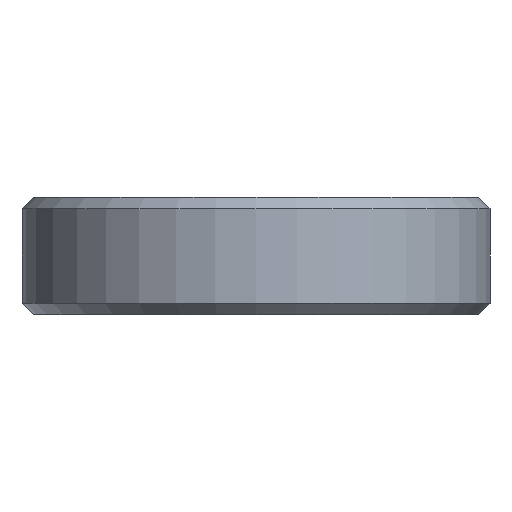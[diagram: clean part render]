
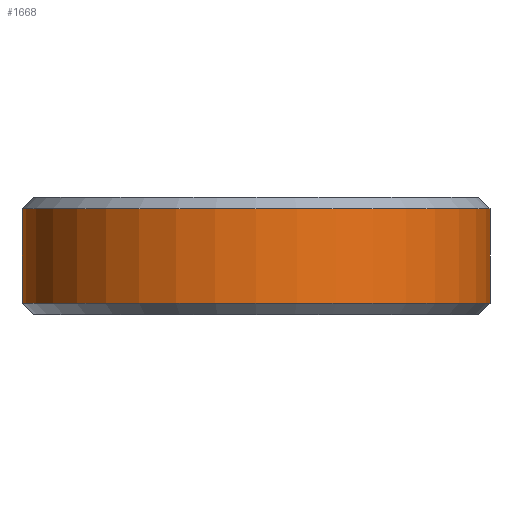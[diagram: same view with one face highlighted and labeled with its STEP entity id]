
A CAD part, left-side view. The second image highlights one B-rep face of the part: STEP entity #1668.
In plain terms, the highlighted cylindrical face has radius 6.25 mm (diameter 12.5 mm), a partial arc.
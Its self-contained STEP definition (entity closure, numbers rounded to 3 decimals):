
#144 = VERTEX_POINT('',#145);
#145 = CARTESIAN_POINT('',(0.,-6.25,0.3));
#161 = CONICAL_SURFACE('',#162,6.25,0.785);
#162 = AXIS2_PLACEMENT_3D('',#163,#164,#165);
#163 = CARTESIAN_POINT('',(0.,0.,0.3));
#164 = DIRECTION('',(0.,0.,1.));
#165 = DIRECTION('',(0.,1.,0.));
#187 = PLANE('',#188);
#188 = AXIS2_PLACEMENT_3D('',#189,#190,#191);
#189 = CARTESIAN_POINT('',(187.5,-6.25,0.));
#190 = DIRECTION('',(0.,-1.,0.));
#191 = DIRECTION('',(-1.,0.,0.));
#290 = PLANE('',#291);
#291 = AXIS2_PLACEMENT_3D('',#292,#293,#294);
#292 = CARTESIAN_POINT('',(187.5,6.25,0.));
#293 = DIRECTION('',(0.,-1.,0.));
#294 = DIRECTION('',(-1.,0.,0.));
#852 = VERTEX_POINT('',#853);
#853 = CARTESIAN_POINT('',(0.,6.25,0.3));
#899 = EDGE_CURVE('',#852,#144,#900,.T.);
#900 = SURFACE_CURVE('',#901,(#906,#913),.PCURVE_S1.);
#901 = CIRCLE('',#902,6.25);
#902 = AXIS2_PLACEMENT_3D('',#903,#904,#905);
#903 = CARTESIAN_POINT('',(0.,0.,0.3));
#904 = DIRECTION('',(0.,-0.,1.));
#905 = DIRECTION('',(0.,1.,0.));
#906 = PCURVE('',#161,#907);
#907 = DEFINITIONAL_REPRESENTATION('',(#908),#912);
#908 = LINE('',#909,#910);
#909 = CARTESIAN_POINT('',(0.,-0.));
#910 = VECTOR('',#911,1.);
#911 = DIRECTION('',(1.,-0.));
#912 = ( GEOMETRIC_REPRESENTATION_CONTEXT(2) 
PARAMETRIC_REPRESENTATION_CONTEXT() REPRESENTATION_CONTEXT('2D SPACE',''
  ) );
#913 = PCURVE('',#914,#919);
#914 = CYLINDRICAL_SURFACE('',#915,6.25);
#915 = AXIS2_PLACEMENT_3D('',#916,#917,#918);
#916 = CARTESIAN_POINT('',(0.,0.,0.));
#917 = DIRECTION('',(-0.,-0.,-1.));
#918 = DIRECTION('',(1.,0.,0.));
#919 = DEFINITIONAL_REPRESENTATION('',(#920),#924);
#920 = LINE('',#921,#922);
#921 = CARTESIAN_POINT('',(-1.571,-0.3));
#922 = VECTOR('',#923,1.);
#923 = DIRECTION('',(-1.,0.));
#924 = ( GEOMETRIC_REPRESENTATION_CONTEXT(2) 
PARAMETRIC_REPRESENTATION_CONTEXT() REPRESENTATION_CONTEXT('2D SPACE',''
  ) );
#933 = VERTEX_POINT('',#934);
#934 = CARTESIAN_POINT('',(0.,-6.25,2.825));
#960 = EDGE_CURVE('',#144,#933,#961,.T.);
#961 = SURFACE_CURVE('',#962,(#966,#973),.PCURVE_S1.);
#962 = LINE('',#963,#964);
#963 = CARTESIAN_POINT('',(0.,-6.25,0.));
#964 = VECTOR('',#965,1.);
#965 = DIRECTION('',(0.,0.,1.));
#966 = PCURVE('',#187,#967);
#967 = DEFINITIONAL_REPRESENTATION('',(#968),#972);
#968 = LINE('',#969,#970);
#969 = CARTESIAN_POINT('',(187.5,0.));
#970 = VECTOR('',#971,1.);
#971 = DIRECTION('',(0.,-1.));
#972 = ( GEOMETRIC_REPRESENTATION_CONTEXT(2) 
PARAMETRIC_REPRESENTATION_CONTEXT() REPRESENTATION_CONTEXT('2D SPACE',''
  ) );
#973 = PCURVE('',#914,#974);
#974 = DEFINITIONAL_REPRESENTATION('',(#975),#979);
#975 = LINE('',#976,#977);
#976 = CARTESIAN_POINT('',(-4.712,0.));
#977 = VECTOR('',#978,1.);
#978 = DIRECTION('',(-0.,-1.));
#979 = ( GEOMETRIC_REPRESENTATION_CONTEXT(2) 
PARAMETRIC_REPRESENTATION_CONTEXT() REPRESENTATION_CONTEXT('2D SPACE',''
  ) );
#1069 = VERTEX_POINT('',#1070);
#1070 = CARTESIAN_POINT('',(0.,6.25,2.825));
#1091 = EDGE_CURVE('',#852,#1069,#1092,.T.);
#1092 = SURFACE_CURVE('',#1093,(#1097,#1104),.PCURVE_S1.);
#1093 = LINE('',#1094,#1095);
#1094 = CARTESIAN_POINT('',(0.,6.25,0.));
#1095 = VECTOR('',#1096,1.);
#1096 = DIRECTION('',(0.,0.,1.));
#1097 = PCURVE('',#290,#1098);
#1098 = DEFINITIONAL_REPRESENTATION('',(#1099),#1103);
#1099 = LINE('',#1100,#1101);
#1100 = CARTESIAN_POINT('',(187.5,0.));
#1101 = VECTOR('',#1102,1.);
#1102 = DIRECTION('',(0.,-1.));
#1103 = ( GEOMETRIC_REPRESENTATION_CONTEXT(2) 
PARAMETRIC_REPRESENTATION_CONTEXT() REPRESENTATION_CONTEXT('2D SPACE',''
  ) );
#1104 = PCURVE('',#914,#1105);
#1105 = DEFINITIONAL_REPRESENTATION('',(#1106),#1110);
#1106 = LINE('',#1107,#1108);
#1107 = CARTESIAN_POINT('',(-1.571,0.));
#1108 = VECTOR('',#1109,1.);
#1109 = DIRECTION('',(-0.,-1.));
#1110 = ( GEOMETRIC_REPRESENTATION_CONTEXT(2) 
PARAMETRIC_REPRESENTATION_CONTEXT() REPRESENTATION_CONTEXT('2D SPACE',''
  ) );
#1668 = ADVANCED_FACE('',(#1669),#914,.T.);
#1669 = FACE_BOUND('',#1670,.F.);
#1670 = EDGE_LOOP('',(#1671,#1672,#1699,#1700));
#1671 = ORIENTED_EDGE('',*,*,#1091,.T.);
#1672 = ORIENTED_EDGE('',*,*,#1673,.T.);
#1673 = EDGE_CURVE('',#1069,#933,#1674,.T.);
#1674 = SURFACE_CURVE('',#1675,(#1680,#1687),.PCURVE_S1.);
#1675 = CIRCLE('',#1676,6.25);
#1676 = AXIS2_PLACEMENT_3D('',#1677,#1678,#1679);
#1677 = CARTESIAN_POINT('',(0.,0.,2.825));
#1678 = DIRECTION('',(0.,-0.,1.));
#1679 = DIRECTION('',(0.,1.,0.));
#1680 = PCURVE('',#914,#1681);
#1681 = DEFINITIONAL_REPRESENTATION('',(#1682),#1686);
#1682 = LINE('',#1683,#1684);
#1683 = CARTESIAN_POINT('',(-1.571,-2.825));
#1684 = VECTOR('',#1685,1.);
#1685 = DIRECTION('',(-1.,0.));
#1686 = ( GEOMETRIC_REPRESENTATION_CONTEXT(2) 
PARAMETRIC_REPRESENTATION_CONTEXT() REPRESENTATION_CONTEXT('2D SPACE',''
  ) );
#1687 = PCURVE('',#1688,#1693);
#1688 = CONICAL_SURFACE('',#1689,6.25,0.785);
#1689 = AXIS2_PLACEMENT_3D('',#1690,#1691,#1692);
#1690 = CARTESIAN_POINT('',(0.,0.,2.825));
#1691 = DIRECTION('',(-0.,-0.,-1.));
#1692 = DIRECTION('',(0.,1.,0.));
#1693 = DEFINITIONAL_REPRESENTATION('',(#1694),#1698);
#1694 = LINE('',#1695,#1696);
#1695 = CARTESIAN_POINT('',(-0.,-0.));
#1696 = VECTOR('',#1697,1.);
#1697 = DIRECTION('',(-1.,-0.));
#1698 = ( GEOMETRIC_REPRESENTATION_CONTEXT(2) 
PARAMETRIC_REPRESENTATION_CONTEXT() REPRESENTATION_CONTEXT('2D SPACE',''
  ) );
#1699 = ORIENTED_EDGE('',*,*,#960,.F.);
#1700 = ORIENTED_EDGE('',*,*,#899,.F.);
